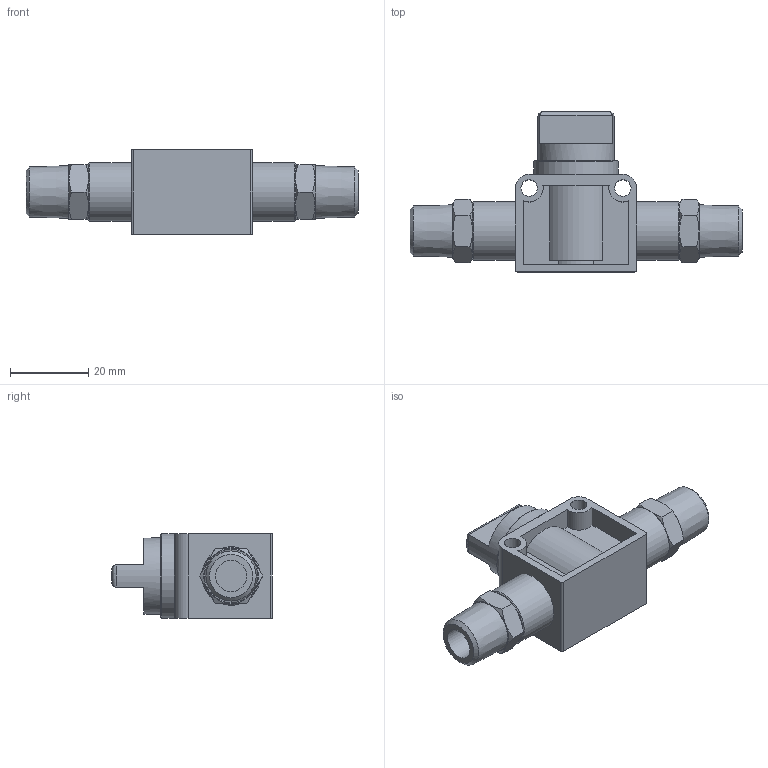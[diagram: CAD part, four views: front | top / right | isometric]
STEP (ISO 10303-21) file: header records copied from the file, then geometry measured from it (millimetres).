
FILE_DESCRIPTION(/* description */ ('STEP AP214'),/* implementation_level */ '2;1');
FILE_NAME(/* name */ '153297_HE-3-1_4-1_4',/* time_stamp */ '2024-08-29T02:48:13+02:00',/* author */ ('License CC BY-ND 4.0'),/* organization */ ('CADENAS'),/* preprocessor_version */ 'ST-DEVELOPER v19.3',/* originating_system */ 'PARTsolutions',/* authorisation */ ' ');
FILE_SCHEMA (('AUTOMOTIVE_DESIGN {1 0 10303 214 3 1 1}'));
Length unit declared in the file: millimetre
Products named in the file (1): 153297 HE-3-1/4-1/4
Bounding box: 85 x 41 x 21.7 mm (x, y, z)
Volume: 21961.1 mm3; surface area: 9608.3 mm2
Topology: 1 solids, 1 shells, 102 faces, 236 edges, 147 vertices
Faces by surface type: plane 47, cone 31, cylinder 22, torus 2
Full cylindrical faces by diameter (mm): 4.2 x2, 8 x2, 15 x2, 19.5 x1, 21.7 x1
Entity records: 3585 total; most frequent: CARTESIAN_POINT 639, DIRECTION 448, ORIENTED_EDGE 438, EDGE_CURVE 219, AXIS2_PLACEMENT_3D 182, VERTEX_POINT 145, EDGE_LOOP 132, FACE_BOUND 132
